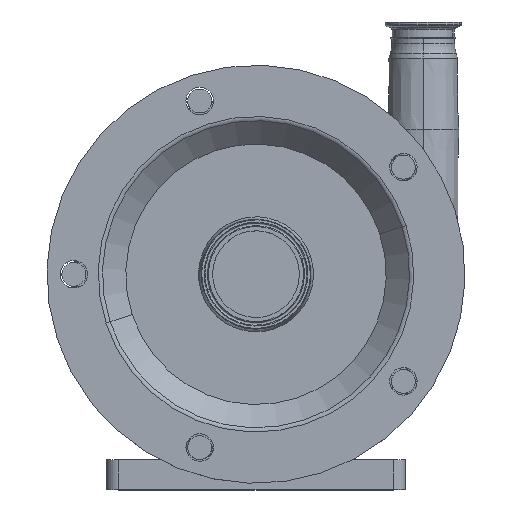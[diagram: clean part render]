
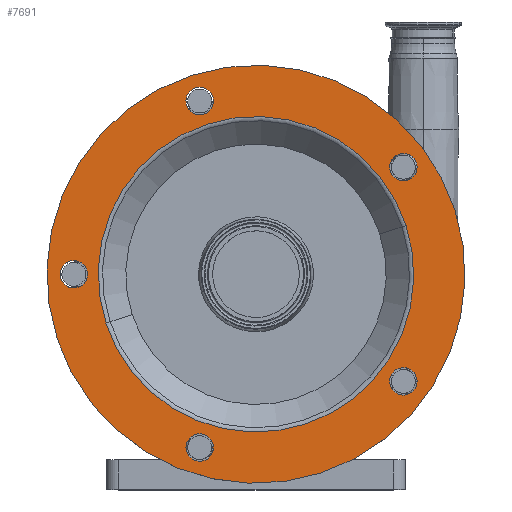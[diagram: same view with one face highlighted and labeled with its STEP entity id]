
A CAD part, top view. The second image highlights one B-rep face of the part: STEP entity #7691.
In plain terms, the highlighted planar face has unit normal (0, 0, 1).
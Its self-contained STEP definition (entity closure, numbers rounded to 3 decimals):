
#11 = DIRECTION ( 'NONE',  ( 0., 0., 1. ) ) ;
#122 = EDGE_CURVE ( 'NONE', #18104, #18400, #14633, .T. ) ;
#212 = DIRECTION ( 'NONE',  ( 0.951, 0.309, 0. ) ) ;
#514 = VERTEX_POINT ( 'NONE', #11745 ) ;
#548 = ORIENTED_EDGE ( 'NONE', *, *, #10830, .T. ) ;
#584 = AXIS2_PLACEMENT_3D ( 'NONE', #1042, #2353, #8033 ) ;
#597 = ORIENTED_EDGE ( 'NONE', *, *, #13033, .F. ) ;
#753 = ORIENTED_EDGE ( 'NONE', *, *, #4916, .F. ) ;
#967 = CARTESIAN_POINT ( 'NONE',  ( -163.437, 176.446, 215. ) ) ;
#991 = AXIS2_PLACEMENT_3D ( 'NONE', #2312, #12094, #12002 ) ;
#1042 = CARTESIAN_POINT ( 'NONE',  ( 0., 180., 215. ) ) ;
#1044 = AXIS2_PLACEMENT_3D ( 'NONE', #15772, #12701, #7292 ) ;
#1121 = AXIS2_PLACEMENT_3D ( 'NONE', #14711, #3009, #15769 ) ;
#1212 = VERTEX_POINT ( 'NONE', #3406 ) ;
#1610 = FACE_BOUND ( 'NONE', #10645, .T. ) ;
#1944 = VERTEX_POINT ( 'NONE', #5552 ) ;
#2256 = CARTESIAN_POINT ( 'NONE',  ( -47.125, 325.036, 215. ) ) ;
#2312 = CARTESIAN_POINT ( 'NONE',  ( 0., 180., 215. ) ) ;
#2353 = DIRECTION ( 'NONE',  ( 0., 0., -1. ) ) ;
#2422 = EDGE_CURVE ( 'NONE', #2725, #1212, #2578, .T. ) ;
#2507 = EDGE_CURVE ( 'NONE', #1212, #2725, #3160, .T. ) ;
#2554 = DIRECTION ( 'NONE',  ( -0.951, -0.309, 0. ) ) ;
#2578 = CIRCLE ( 'NONE', #15070, 11.5 ) ;
#2725 = VERTEX_POINT ( 'NONE', #16224 ) ;
#2826 = FACE_BOUND ( 'NONE', #6716, .T. ) ;
#3009 = DIRECTION ( 'NONE',  ( 0., 0., 1. ) ) ;
#3096 = DIRECTION ( 'NONE',  ( 0., 0., 1. ) ) ;
#3160 = CIRCLE ( 'NONE', #17139, 11.5 ) ;
#3231 = DIRECTION ( 'NONE',  ( 0.951, 0.309, 0. ) ) ;
#3406 = CARTESIAN_POINT ( 'NONE',  ( 134.312, 273.191, 215. ) ) ;
#3643 = EDGE_LOOP ( 'NONE', ( #12623, #11069 ) ) ;
#3833 = VERTEX_POINT ( 'NONE', #16585 ) ;
#3945 = CARTESIAN_POINT ( 'NONE',  ( 0., 180., 215. ) ) ;
#3962 = CIRCLE ( 'NONE', #7219, 175. ) ;
#4222 = FACE_BOUND ( 'NONE', #13475, .T. ) ;
#4247 = CIRCLE ( 'NONE', #991, 132.071 ) ;
#4339 = CARTESIAN_POINT ( 'NONE',  ( 166.435, 234.078, 215. ) ) ;
#4591 = ORIENTED_EDGE ( 'NONE', *, *, #122, .F. ) ;
#4622 = CARTESIAN_POINT ( 'NONE',  ( 0., 180., 215. ) ) ;
#4681 = CIRCLE ( 'NONE', #15107, 11.5 ) ;
#4916 = EDGE_CURVE ( 'NONE', #514, #3833, #5272, .T. ) ;
#5272 = CIRCLE ( 'NONE', #18061, 11.5 ) ;
#5552 = CARTESIAN_POINT ( 'NONE',  ( -166.435, 125.922, 215. ) ) ;
#5696 = DIRECTION ( 'NONE',  ( 0.951, 0.309, 0. ) ) ;
#5867 = EDGE_CURVE ( 'NONE', #15639, #11140, #13323, .T. ) ;
#6125 = DIRECTION ( 'NONE',  ( 0., 0., 1. ) ) ;
#6137 = EDGE_CURVE ( 'NONE', #12921, #15732, #4681, .T. ) ;
#6256 = DIRECTION ( 'NONE',  ( 0.951, 0.309, 0. ) ) ;
#6476 = DIRECTION ( 'NONE',  ( 0.951, 0.309, 0. ) ) ;
#6528 = CIRCLE ( 'NONE', #584, 175. ) ;
#6716 = EDGE_LOOP ( 'NONE', ( #13674, #548 ) ) ;
#6750 = CARTESIAN_POINT ( 'NONE',  ( -125.607, 139.188, 215. ) ) ;
#6916 = DIRECTION ( 'NONE',  ( 0., 0., 1. ) ) ;
#7144 = DIRECTION ( 'NONE',  ( 0., 0., 1. ) ) ;
#7176 = EDGE_LOOP ( 'NONE', ( #597, #13999 ) ) ;
#7219 = AXIS2_PLACEMENT_3D ( 'NONE', #3945, #15312, #2554 ) ;
#7292 = DIRECTION ( 'NONE',  ( -0.951, -0.309, 0. ) ) ;
#7514 = DIRECTION ( 'NONE',  ( 0., 0., -1. ) ) ;
#7550 = CARTESIAN_POINT ( 'NONE',  ( -58.062, 321.482, 215. ) ) ;
#7691 = ADVANCED_FACE ( 'NONE', ( #4222, #12887, #8800, #1610, #2826, #16987, #14189 ), #12794, .F. ) ;
#7725 = ORIENTED_EDGE ( 'NONE', *, *, #2422, .F. ) ;
#7752 = CARTESIAN_POINT ( 'NONE',  ( 125.607, 220.812, 215. ) ) ;
#7851 = CARTESIAN_POINT ( 'NONE',  ( -47.125, 34.964, 215. ) ) ;
#7913 = EDGE_CURVE ( 'NONE', #11140, #15639, #12348, .T. ) ;
#8033 = DIRECTION ( 'NONE',  ( -0.951, -0.309, 0. ) ) ;
#8800 = FACE_BOUND ( 'NONE', #11457, .T. ) ;
#8864 = AXIS2_PLACEMENT_3D ( 'NONE', #15626, #7144, #10144 ) ;
#8874 = AXIS2_PLACEMENT_3D ( 'NONE', #7851, #13534, #12591 ) ;
#8943 = CIRCLE ( 'NONE', #12796, 132.071 ) ;
#9107 = DIRECTION ( 'NONE',  ( -0.951, -0.309, 0. ) ) ;
#9731 = EDGE_CURVE ( 'NONE', #18400, #18104, #12180, .T. ) ;
#9979 = EDGE_CURVE ( 'NONE', #17456, #1944, #6528, .T. ) ;
#10144 = DIRECTION ( 'NONE',  ( 0.951, 0.309, 0. ) ) ;
#10645 = EDGE_LOOP ( 'NONE', ( #18026, #7725 ) ) ;
#10825 = DIRECTION ( 'NONE',  ( 0., 0., 1. ) ) ;
#10830 = EDGE_CURVE ( 'NONE', #15137, #16529, #8943, .T. ) ;
#11069 = ORIENTED_EDGE ( 'NONE', *, *, #5867, .F. ) ;
#11125 = CARTESIAN_POINT ( 'NONE',  ( 123.375, 269.637, 215. ) ) ;
#11140 = VERTEX_POINT ( 'NONE', #12554 ) ;
#11173 = CARTESIAN_POINT ( 'NONE',  ( -141.563, 183.554, 215. ) ) ;
#11457 = EDGE_LOOP ( 'NONE', ( #753, #12243 ) ) ;
#11745 = CARTESIAN_POINT ( 'NONE',  ( 134.312, 93.916, 215. ) ) ;
#12002 = DIRECTION ( 'NONE',  ( -0.951, -0.309, 0. ) ) ;
#12094 = DIRECTION ( 'NONE',  ( 0., 0., -1. ) ) ;
#12180 = CIRCLE ( 'NONE', #16936, 11.5 ) ;
#12243 = ORIENTED_EDGE ( 'NONE', *, *, #18406, .F. ) ;
#12250 = DIRECTION ( 'NONE',  ( 0., 0., 1. ) ) ;
#12348 = CIRCLE ( 'NONE', #14115, 11.5 ) ;
#12482 = CARTESIAN_POINT ( 'NONE',  ( -58.062, 31.41, 215. ) ) ;
#12554 = CARTESIAN_POINT ( 'NONE',  ( -36.188, 38.518, 215. ) ) ;
#12591 = DIRECTION ( 'NONE',  ( 0.951, 0.309, 0. ) ) ;
#12623 = ORIENTED_EDGE ( 'NONE', *, *, #7913, .F. ) ;
#12701 = DIRECTION ( 'NONE',  ( 0., 0., -1. ) ) ;
#12770 = CARTESIAN_POINT ( 'NONE',  ( -47.125, 34.964, 215. ) ) ;
#12794 = PLANE ( 'NONE',  #1044 ) ;
#12796 = AXIS2_PLACEMENT_3D ( 'NONE', #4622, #7514, #9107 ) ;
#12887 = FACE_BOUND ( 'NONE', #3643, .T. ) ;
#12921 = VERTEX_POINT ( 'NONE', #967 ) ;
#12973 = DIRECTION ( 'NONE',  ( 0.951, 0.309, 0. ) ) ;
#13033 = EDGE_CURVE ( 'NONE', #1944, #17456, #3962, .T. ) ;
#13165 = EDGE_LOOP ( 'NONE', ( #4591, #16491 ) ) ;
#13323 = CIRCLE ( 'NONE', #8874, 11.5 ) ;
#13444 = ORIENTED_EDGE ( 'NONE', *, *, #6137, .F. ) ;
#13475 = EDGE_LOOP ( 'NONE', ( #14630, #13444 ) ) ;
#13534 = DIRECTION ( 'NONE',  ( 0., 0., 1. ) ) ;
#13674 = ORIENTED_EDGE ( 'NONE', *, *, #16054, .T. ) ;
#13914 = CARTESIAN_POINT ( 'NONE',  ( -47.125, 325.036, 215. ) ) ;
#13999 = ORIENTED_EDGE ( 'NONE', *, *, #9979, .F. ) ;
#14115 = AXIS2_PLACEMENT_3D ( 'NONE', #12770, #11, #5696 ) ;
#14189 = FACE_BOUND ( 'NONE', #13165, .T. ) ;
#14208 = CIRCLE ( 'NONE', #8864, 11.5 ) ;
#14630 = ORIENTED_EDGE ( 'NONE', *, *, #18207, .F. ) ;
#14633 = CIRCLE ( 'NONE', #14950, 11.5 ) ;
#14711 = CARTESIAN_POINT ( 'NONE',  ( 123.375, 90.363, 215. ) ) ;
#14799 = CIRCLE ( 'NONE', #1121, 11.5 ) ;
#14875 = CARTESIAN_POINT ( 'NONE',  ( 123.375, 90.363, 215. ) ) ;
#14950 = AXIS2_PLACEMENT_3D ( 'NONE', #2256, #10825, #6256 ) ;
#15070 = AXIS2_PLACEMENT_3D ( 'NONE', #11125, #3096, #212 ) ;
#15107 = AXIS2_PLACEMENT_3D ( 'NONE', #16812, #12250, #6476 ) ;
#15137 = VERTEX_POINT ( 'NONE', #7752 ) ;
#15312 = DIRECTION ( 'NONE',  ( 0., 0., -1. ) ) ;
#15486 = DIRECTION ( 'NONE',  ( 0.951, 0.309, 0. ) ) ;
#15626 = CARTESIAN_POINT ( 'NONE',  ( -152.5, 180., 215. ) ) ;
#15639 = VERTEX_POINT ( 'NONE', #12482 ) ;
#15732 = VERTEX_POINT ( 'NONE', #11173 ) ;
#15769 = DIRECTION ( 'NONE',  ( 0.951, 0.309, 0. ) ) ;
#15772 = CARTESIAN_POINT ( 'NONE',  ( -54.078, 346.435, 215. ) ) ;
#15948 = DIRECTION ( 'NONE',  ( 0., 0., 1. ) ) ;
#16037 = CARTESIAN_POINT ( 'NONE',  ( 123.375, 269.637, 215. ) ) ;
#16054 = EDGE_CURVE ( 'NONE', #16529, #15137, #4247, .T. ) ;
#16224 = CARTESIAN_POINT ( 'NONE',  ( 112.438, 266.084, 215. ) ) ;
#16491 = ORIENTED_EDGE ( 'NONE', *, *, #9731, .F. ) ;
#16529 = VERTEX_POINT ( 'NONE', #6750 ) ;
#16585 = CARTESIAN_POINT ( 'NONE',  ( 112.438, 86.809, 215. ) ) ;
#16812 = CARTESIAN_POINT ( 'NONE',  ( -152.5, 180., 215. ) ) ;
#16936 = AXIS2_PLACEMENT_3D ( 'NONE', #13914, #6916, #15486 ) ;
#16987 = FACE_OUTER_BOUND ( 'NONE', #7176, .T. ) ;
#17139 = AXIS2_PLACEMENT_3D ( 'NONE', #16037, #15948, #12973 ) ;
#17456 = VERTEX_POINT ( 'NONE', #4339 ) ;
#18026 = ORIENTED_EDGE ( 'NONE', *, *, #2507, .F. ) ;
#18061 = AXIS2_PLACEMENT_3D ( 'NONE', #14875, #6125, #3231 ) ;
#18104 = VERTEX_POINT ( 'NONE', #18245 ) ;
#18207 = EDGE_CURVE ( 'NONE', #15732, #12921, #14208, .T. ) ;
#18245 = CARTESIAN_POINT ( 'NONE',  ( -36.188, 328.59, 215. ) ) ;
#18400 = VERTEX_POINT ( 'NONE', #7550 ) ;
#18406 = EDGE_CURVE ( 'NONE', #3833, #514, #14799, .T. ) ;
